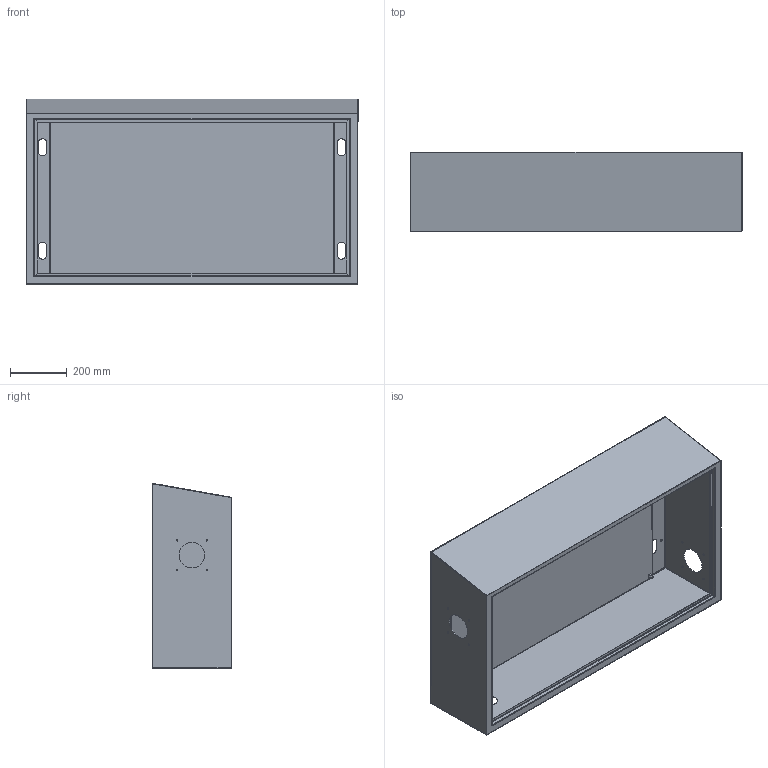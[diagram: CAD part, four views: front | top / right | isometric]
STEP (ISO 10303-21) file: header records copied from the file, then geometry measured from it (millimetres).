
FILE_DESCRIPTION(('STEP AP214'),'2;1');
FILE_NAME('KSD171005A-01-00軞蚾芞_226_KSD171005A-01-03-152.stp','2020-03-28T17:51:22',(''),(''),'2014.1.117','THINKDESIGN','');
FILE_SCHEMA(('AUTOMOTIVE_DESIGN'));
Length unit declared in the file: millimetre
Products named in the file (1): top
Bounding box: 1170 x 280.41 x 652.86 mm (x, y, z)
Volume: 3836470.5 mm3; surface area: 5122095 mm2
Topology: 5 solids, 5 shells, 262 faces, 620 edges, 370 vertices
Faces by surface type: plane 144, cylinder 98, bspline 20
Entity records: 10855 total; most frequent: CARTESIAN_POINT 2385, ORIENTED_EDGE 1240, DIRECTION 1228, EDGE_CURVE 620, VECTOR 418, LINE 418, AXIS2_PLACEMENT_3D 405, VERTEX_POINT 370
